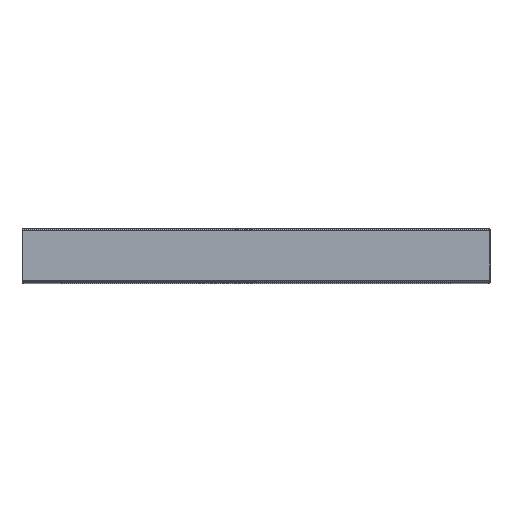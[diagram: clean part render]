
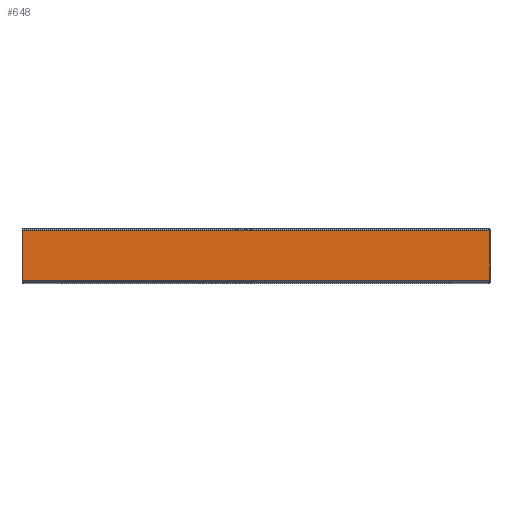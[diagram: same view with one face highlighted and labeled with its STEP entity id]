
A CAD part, top view. The second image highlights one B-rep face of the part: STEP entity #648.
In plain terms, the highlighted planar face has unit normal (0, 0, 1).
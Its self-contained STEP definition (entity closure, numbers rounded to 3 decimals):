
#3 = VECTOR ( 'NONE', #3140, 1000. ) ;
#126 = EDGE_LOOP ( 'NONE', ( #1367, #1762, #2592, #2365 ) ) ;
#235 = VECTOR ( 'NONE', #484, 1000. ) ;
#236 = EDGE_CURVE ( 'NONE', #3284, #376, #702, .T. ) ;
#303 = CARTESIAN_POINT ( 'NONE',  ( -300., 3.5, 386.5 ) ) ;
#376 = VERTEX_POINT ( 'NONE', #1608 ) ;
#484 = DIRECTION ( 'NONE',  ( -1., 0., 0. ) ) ;
#499 = AXIS2_PLACEMENT_3D ( 'NONE', #1187, #2281, #1176 ) ;
#648 = ADVANCED_FACE ( 'NONE', ( #2867 ), #2306, .F. ) ;
#702 = LINE ( 'NONE', #1020, #2779 ) ;
#716 = CARTESIAN_POINT ( 'NONE',  ( -300., 66.5, 386.5 ) ) ;
#850 = LINE ( 'NONE', #2093, #3 ) ;
#912 = EDGE_CURVE ( 'NONE', #2934, #1373, #2653, .T. ) ;
#1020 = CARTESIAN_POINT ( 'NONE',  ( 300., 3.5, 386.5 ) ) ;
#1113 = CARTESIAN_POINT ( 'NONE',  ( 300., 70., 386.5 ) ) ;
#1172 = CARTESIAN_POINT ( 'NONE',  ( -300., 66.5, 386.5 ) ) ;
#1176 = DIRECTION ( 'NONE',  ( -1., 0., 0. ) ) ;
#1187 = CARTESIAN_POINT ( 'NONE',  ( 300., 70., 386.5 ) ) ;
#1367 = ORIENTED_EDGE ( 'NONE', *, *, #3349, .F. ) ;
#1373 = VERTEX_POINT ( 'NONE', #1172 ) ;
#1608 = CARTESIAN_POINT ( 'NONE',  ( 300., 3.5, 386.5 ) ) ;
#1762 = ORIENTED_EDGE ( 'NONE', *, *, #236, .T. ) ;
#2093 = CARTESIAN_POINT ( 'NONE',  ( -300., 70., 386.5 ) ) ;
#2124 = CARTESIAN_POINT ( 'NONE',  ( 300., 66.5, 386.5 ) ) ;
#2133 = DIRECTION ( 'NONE',  ( 1., 0., 0. ) ) ;
#2281 = DIRECTION ( 'NONE',  ( 0., 0., -1. ) ) ;
#2306 = PLANE ( 'NONE',  #499 ) ;
#2365 = ORIENTED_EDGE ( 'NONE', *, *, #912, .T. ) ;
#2592 = ORIENTED_EDGE ( 'NONE', *, *, #3075, .F. ) ;
#2642 = VECTOR ( 'NONE', #3266, 1000. ) ;
#2653 = LINE ( 'NONE', #716, #235 ) ;
#2690 = LINE ( 'NONE', #1113, #2642 ) ;
#2779 = VECTOR ( 'NONE', #2133, 1000. ) ;
#2867 = FACE_OUTER_BOUND ( 'NONE', #126, .T. ) ;
#2934 = VERTEX_POINT ( 'NONE', #2124 ) ;
#3075 = EDGE_CURVE ( 'NONE', #2934, #376, #2690, .T. ) ;
#3140 = DIRECTION ( 'NONE',  ( 0., 1., 0. ) ) ;
#3266 = DIRECTION ( 'NONE',  ( 0., -1., 0. ) ) ;
#3284 = VERTEX_POINT ( 'NONE', #303 ) ;
#3349 = EDGE_CURVE ( 'NONE', #3284, #1373, #850, .T. ) ;
